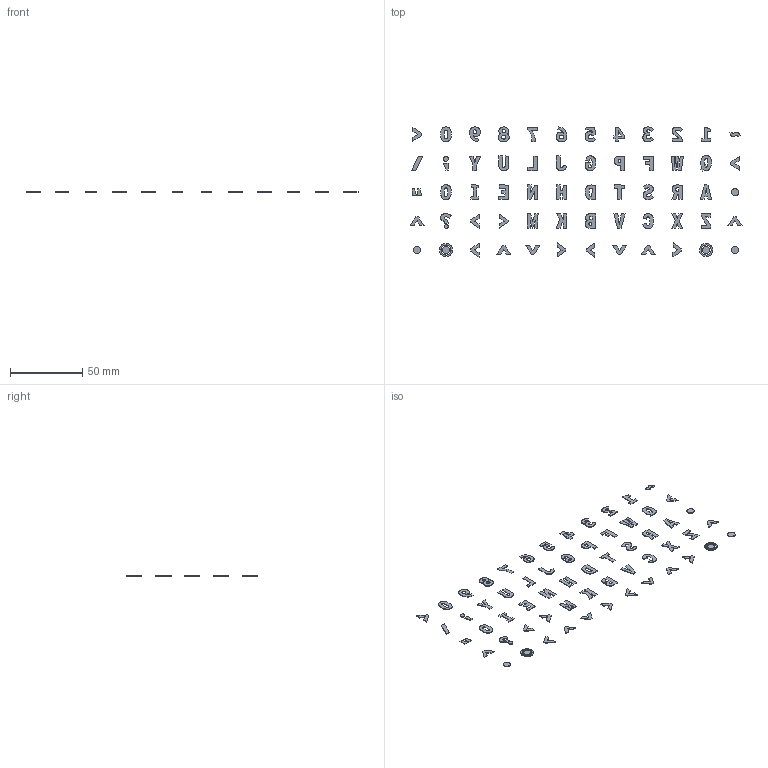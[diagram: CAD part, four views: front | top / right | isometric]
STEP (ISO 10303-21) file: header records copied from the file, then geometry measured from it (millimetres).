
FILE_DESCRIPTION(('HOOPS Exchange Step'),'2;1');
FILE_NAME('temp_export','2023-10-19T18:56:26-04:00',('jscotto'),('Shapr3D Limited'),'HOOPS Exchange 2023.2','Shapr3D','Authorized');
FILE_SCHEMA( ('AUTOMOTIVE_DESIGN { 1 0 10303 214 1 1 1 1 }') );
Length unit declared in the file: millimetre
Products named in the file (1): Text
Bounding box: 229.74 x 90.11 x 0.4 mm (x, y, z)
Volume: 930.2 mm3; surface area: 5585 mm2
Topology: 65 solids, 65 shells, 630 faces, 1518 edges, 1018 vertices
Faces by surface type: plane 512, bspline 109, cylinder 9
Full cylindrical faces by diameter (mm): 5 x5, 7 x2, 9 x2
Entity records: 19863 total; most frequent: CARTESIAN_POINT 5756, ORIENTED_EDGE 3036, DIRECTION 2380, EDGE_CURVE 1518, VECTOR 1264, LINE 1264, VERTEX_POINT 1018, EDGE_LOOP 662
